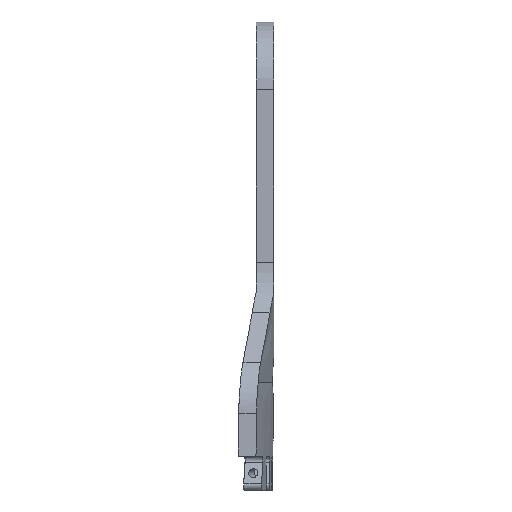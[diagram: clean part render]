
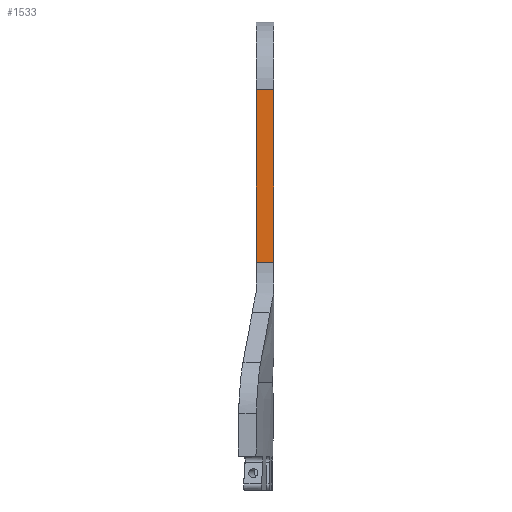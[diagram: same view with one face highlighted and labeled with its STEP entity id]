
A CAD part, left-side view. The second image highlights one B-rep face of the part: STEP entity #1533.
In plain terms, the highlighted planar face has unit normal (-1, 0, 0).
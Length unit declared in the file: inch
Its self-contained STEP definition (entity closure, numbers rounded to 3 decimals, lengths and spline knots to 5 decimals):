
#183=FACE_OUTER_BOUND('',#269,.T.);
#269=EDGE_LOOP('',(#1387,#1388,#1389,#1390));
#326=LINE('',#3028,#420);
#356=LINE('',#3538,#450);
#365=LINE('',#3576,#459);
#369=LINE('',#3586,#463);
#420=VECTOR('',#1840,0.3937);
#450=VECTOR('',#1944,0.3937);
#459=VECTOR('',#1977,0.3937);
#463=VECTOR('',#1989,0.3937);
#668=VERTEX_POINT('',#3025);
#669=VERTEX_POINT('',#3027);
#715=VERTEX_POINT('',#3536);
#719=VERTEX_POINT('',#3572);
#869=EDGE_CURVE('',#668,#669,#326,.T.);
#935=EDGE_CURVE('',#715,#668,#356,.T.);
#950=EDGE_CURVE('',#669,#719,#365,.T.);
#955=EDGE_CURVE('',#715,#719,#369,.T.);
#1387=ORIENTED_EDGE('',*,*,#935,.F.);
#1388=ORIENTED_EDGE('',*,*,#955,.T.);
#1389=ORIENTED_EDGE('',*,*,#950,.F.);
#1390=ORIENTED_EDGE('',*,*,#869,.F.);
#1455=PLANE('',#1669);
#1533=ADVANCED_FACE('',(#183),#1455,.T.);
#1669=AXIS2_PLACEMENT_3D('',#3585,#1987,#1988);
#1840=DIRECTION('',(0.,0.,1.));
#1944=DIRECTION('',(0.,1.,0.));
#1977=DIRECTION('',(0.,-1.,0.));
#1987=DIRECTION('center_axis',(-1.,0.,0.));
#1988=DIRECTION('ref_axis',(0.,-1.,0.));
#1989=DIRECTION('',(0.,0.,1.));
#3025=CARTESIAN_POINT('',(-2.,-0.0613,14.6736));
#3027=CARTESIAN_POINT('',(-2.,-0.0613,18.5));
#3028=CARTESIAN_POINT('',(-2.,-0.0613,14.));
#3536=CARTESIAN_POINT('',(-2.,-0.45504,14.6736));
#3538=CARTESIAN_POINT('',(-2.,0.12622,14.6736));
#3572=CARTESIAN_POINT('',(-2.,-0.45504,18.5));
#3576=CARTESIAN_POINT('',(-2.,-0.15974,18.5));
#3585=CARTESIAN_POINT('Origin',(-2.,-0.0613,14.));
#3586=CARTESIAN_POINT('',(-2.,-0.45504,14.));
